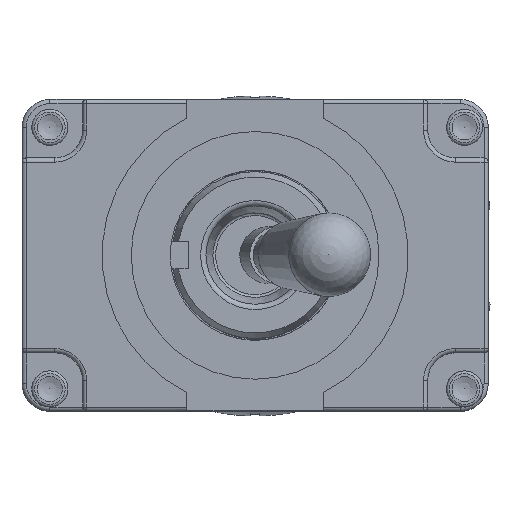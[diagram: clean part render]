
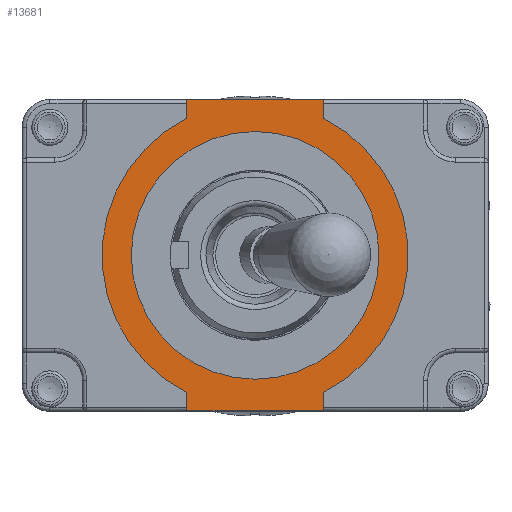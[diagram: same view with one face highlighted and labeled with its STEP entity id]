
A CAD part, top view. The second image highlights one B-rep face of the part: STEP entity #13681.
In plain terms, the highlighted planar face has unit normal (0, 0, 1).
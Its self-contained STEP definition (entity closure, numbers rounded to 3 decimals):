
#340=FACE_BOUND('',#2474,.T.);
#879=PLANE('',#15081);
#1603=FACE_OUTER_BOUND('',#2473,.T.);
#2473=EDGE_LOOP('',(#12124,#12125,#12126,#12127,#12128,#12129,#12130,#12131));
#2474=EDGE_LOOP('',(#12132));
#3460=LINE('',#26846,#4396);
#3461=LINE('',#26848,#4397);
#3462=LINE('',#26852,#4398);
#3463=LINE('',#26854,#4399);
#3464=LINE('',#26856,#4400);
#3465=LINE('',#26859,#4401);
#4396=VECTOR('',#18717,10.);
#4397=VECTOR('',#18718,10.);
#4398=VECTOR('',#18721,10.);
#4399=VECTOR('',#18722,10.);
#4400=VECTOR('',#18723,10.);
#4401=VECTOR('',#18726,10.);
#5165=CIRCLE('',#15082,11.);
#5166=CIRCLE('',#15083,11.);
#5167=CIRCLE('',#15084,8.9);
#6457=VERTEX_POINT('',#26844);
#6458=VERTEX_POINT('',#26845);
#6459=VERTEX_POINT('',#26847);
#6460=VERTEX_POINT('',#26849);
#6461=VERTEX_POINT('',#26851);
#6462=VERTEX_POINT('',#26853);
#6463=VERTEX_POINT('',#26855);
#6464=VERTEX_POINT('',#26857);
#6465=VERTEX_POINT('',#26860);
#8382=EDGE_CURVE('',#6457,#6458,#3460,.T.);
#8383=EDGE_CURVE('',#6457,#6459,#3461,.T.);
#8384=EDGE_CURVE('',#6459,#6460,#5165,.T.);
#8385=EDGE_CURVE('',#6460,#6461,#3462,.T.);
#8386=EDGE_CURVE('',#6462,#6461,#3463,.T.);
#8387=EDGE_CURVE('',#6462,#6463,#3464,.T.);
#8388=EDGE_CURVE('',#6463,#6464,#5166,.T.);
#8389=EDGE_CURVE('',#6464,#6458,#3465,.T.);
#8390=EDGE_CURVE('',#6465,#6465,#5167,.T.);
#12124=ORIENTED_EDGE('',*,*,#8382,.F.);
#12125=ORIENTED_EDGE('',*,*,#8383,.T.);
#12126=ORIENTED_EDGE('',*,*,#8384,.T.);
#12127=ORIENTED_EDGE('',*,*,#8385,.T.);
#12128=ORIENTED_EDGE('',*,*,#8386,.F.);
#12129=ORIENTED_EDGE('',*,*,#8387,.T.);
#12130=ORIENTED_EDGE('',*,*,#8388,.T.);
#12131=ORIENTED_EDGE('',*,*,#8389,.T.);
#12132=ORIENTED_EDGE('',*,*,#8390,.T.);
#13681=ADVANCED_FACE('',(#1603,#340),#879,.T.);
#15081=AXIS2_PLACEMENT_3D('',#26843,#18715,#18716);
#15082=AXIS2_PLACEMENT_3D('',#26850,#18719,#18720);
#15083=AXIS2_PLACEMENT_3D('',#26858,#18724,#18725);
#15084=AXIS2_PLACEMENT_3D('',#26861,#18727,#18728);
#18715=DIRECTION('center_axis',(0.,0.,
1.));
#18716=DIRECTION('ref_axis',(-1.,0.,0.));
#18717=DIRECTION('',(1.,0.,0.));
#18718=DIRECTION('',(0.,-1.,0.));
#18719=DIRECTION('center_axis',(0.,0.,
1.));
#18720=DIRECTION('ref_axis',(0.445,-0.895,0.));
#18721=DIRECTION('',(0.,-1.,0.));
#18722=DIRECTION('',(-1.,0.,0.));
#18723=DIRECTION('',(0.,1.,0.));
#18724=DIRECTION('center_axis',(0.,0.,
1.));
#18725=DIRECTION('ref_axis',(-0.445,0.895,0.));
#18726=DIRECTION('',(0.,1.,0.));
#18727=DIRECTION('center_axis',(0.,0.,
-1.));
#18728=DIRECTION('ref_axis',(1.,0.,0.));
#26843=CARTESIAN_POINT('Origin',(0.,0.,
1.8));
#26844=CARTESIAN_POINT('',(-4.9,11.183,1.8));
#26845=CARTESIAN_POINT('',(4.9,11.183,1.8));
#26846=CARTESIAN_POINT('',(-7.375,11.183,1.8));
#26847=CARTESIAN_POINT('',(-4.9,9.848,1.8));
#26848=CARTESIAN_POINT('',(-4.9,9.848,1.8));
#26849=CARTESIAN_POINT('',(-4.9,-9.848,1.8));
#26850=CARTESIAN_POINT('Origin',(0.,0.,
1.8));
#26851=CARTESIAN_POINT('',(-4.9,-11.183,1.8));
#26852=CARTESIAN_POINT('',(-4.9,-11.2,1.8));
#26853=CARTESIAN_POINT('',(4.9,-11.183,1.8));
#26854=CARTESIAN_POINT('',(7.375,-11.183,1.8));
#26855=CARTESIAN_POINT('',(4.9,-9.848,1.8));
#26856=CARTESIAN_POINT('',(4.9,-9.848,1.8));
#26857=CARTESIAN_POINT('',(4.9,9.848,1.8));
#26858=CARTESIAN_POINT('Origin',(0.,0.,
1.8));
#26859=CARTESIAN_POINT('',(4.9,11.2,1.8));
#26860=CARTESIAN_POINT('',(-8.9,0.,1.8));
#26861=CARTESIAN_POINT('Origin',(0.,0.,
1.8));
